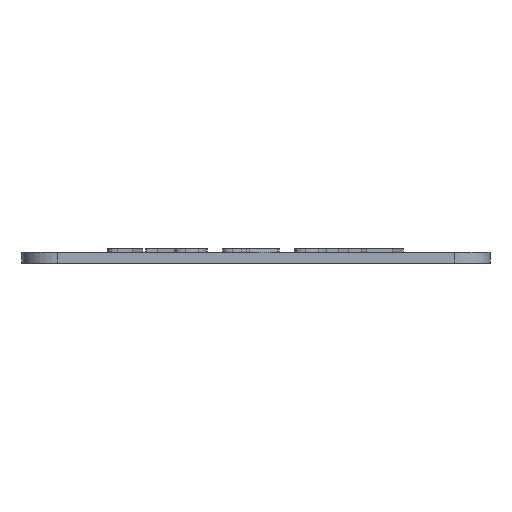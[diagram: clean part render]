
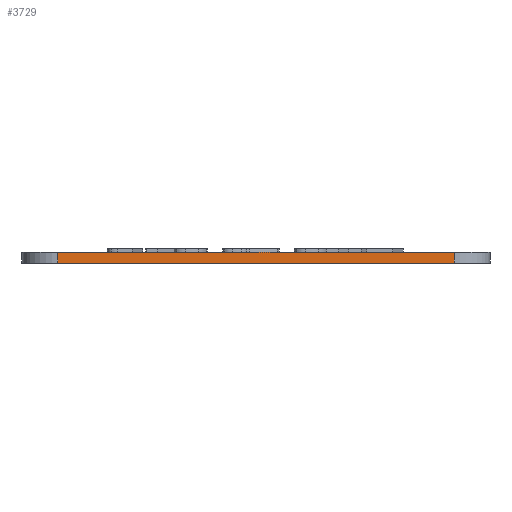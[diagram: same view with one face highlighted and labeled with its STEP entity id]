
A CAD part, left-side view. The second image highlights one B-rep face of the part: STEP entity #3729.
In plain terms, the highlighted planar face has unit normal (-1, 0, 0).
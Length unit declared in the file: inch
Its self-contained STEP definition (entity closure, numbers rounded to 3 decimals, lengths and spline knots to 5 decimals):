
#507=FACE_OUTER_BOUND('',#721,.T.);
#721=EDGE_LOOP('',(#3259,#3260,#3261,#3262));
#869=LINE('',#5507,#1213);
#1052=LINE('',#6933,#1396);
#1053=LINE('',#6936,#1397);
#1054=LINE('',#6937,#1398);
#1213=VECTOR('',#4107,0.3937);
#1396=VECTOR('',#4428,0.3937);
#1397=VECTOR('',#4431,0.3937);
#1398=VECTOR('',#4432,0.3937);
#1572=VERTEX_POINT('',#5504);
#1573=VERTEX_POINT('',#5506);
#1786=VERTEX_POINT('',#6929);
#1788=VERTEX_POINT('',#6935);
#1992=EDGE_CURVE('',#1573,#1572,#869,.T.);
#2294=EDGE_CURVE('',#1573,#1786,#1052,.T.);
#2295=EDGE_CURVE('',#1788,#1572,#1053,.T.);
#2296=EDGE_CURVE('',#1786,#1788,#1054,.T.);
#3259=ORIENTED_EDGE('',*,*,#2294,.F.);
#3260=ORIENTED_EDGE('',*,*,#1992,.T.);
#3261=ORIENTED_EDGE('',*,*,#2295,.F.);
#3262=ORIENTED_EDGE('',*,*,#2296,.F.);
#3555=PLANE('',#3886);
#3729=ADVANCED_FACE('',(#507),#3555,.T.);
#3886=AXIS2_PLACEMENT_3D('',#6934,#4429,#4430);
#4107=DIRECTION('',(0.,0.,1.));
#4428=DIRECTION('',(0.,1.,0.));
#4429=DIRECTION('center_axis',(-1.,0.,0.));
#4430=DIRECTION('ref_axis',(0.,0.,1.));
#4431=DIRECTION('',(0.,-1.,0.));
#4432=DIRECTION('',(0.,0.,1.));
#5504=CARTESIAN_POINT('',(-1.61437,0.,1.00654));
#5506=CARTESIAN_POINT('',(-1.61437,0.,-1.15882));
#5507=CARTESIAN_POINT('',(-1.61437,0.,-1.35567));
#6929=CARTESIAN_POINT('',(-1.61437,0.05906,-1.15882));
#6933=CARTESIAN_POINT('',(-1.61437,0.,-1.15882));
#6934=CARTESIAN_POINT('Origin',(-1.61437,0.,-1.35567));
#6935=CARTESIAN_POINT('',(-1.61437,0.05906,1.00654));
#6936=CARTESIAN_POINT('',(-1.61437,0.,1.00654));
#6937=CARTESIAN_POINT('',(-1.61437,0.05906,-1.35567));
